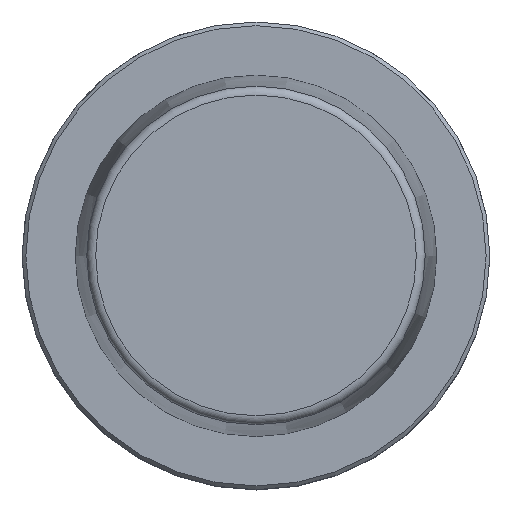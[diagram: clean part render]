
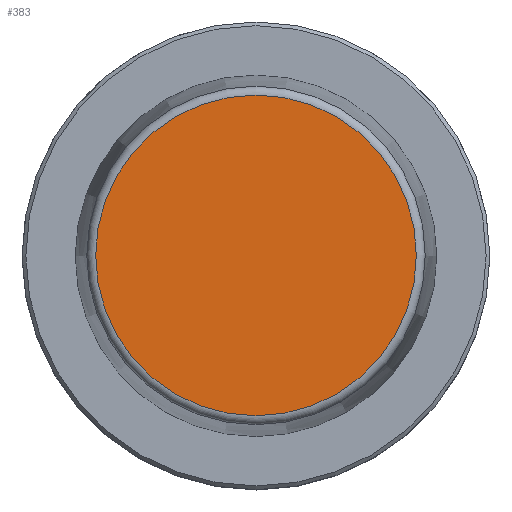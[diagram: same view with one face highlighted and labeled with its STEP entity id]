
A CAD part, top view. The second image highlights one B-rep face of the part: STEP entity #383.
In plain terms, the highlighted planar face has unit normal (0, 0, 1).
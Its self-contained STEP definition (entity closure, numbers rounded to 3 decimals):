
#84=FACE_OUTER_BOUND('',#666,.T.);
#383=ADVANCED_FACE('',(#84),#505,.F.);
#505=PLANE('',#1708);
#666=EDGE_LOOP('',(#834));
#834=ORIENTED_EDGE('',*,*,#1377,.T.);
#1247=VERTEX_POINT('',#2471);
#1377=EDGE_CURVE('',#1247,#1247,#1581,.T.);
#1581=CIRCLE('',#1707,21.581);
#1707=AXIS2_PLACEMENT_3D('',#2470,#1943,#1944);
#1708=AXIS2_PLACEMENT_3D('',#2472,#1945,#1946);
#1943=DIRECTION('',(0.,0.,1.));
#1944=DIRECTION('',(-1.,0.,0.));
#1945=DIRECTION('',(0.,0.,-1.));
#1946=DIRECTION('',(-1.,0.,0.));
#2470=CARTESIAN_POINT('',(0.,0.,31.9));
#2471=CARTESIAN_POINT('',(-21.581,0.,31.9));
#2472=CARTESIAN_POINT('',(0.,0.,31.9));
